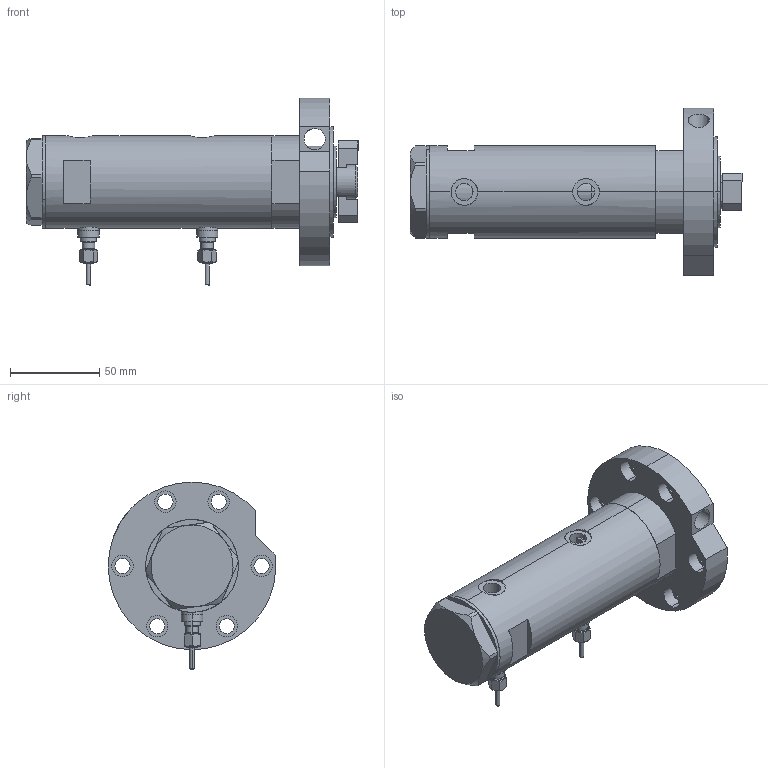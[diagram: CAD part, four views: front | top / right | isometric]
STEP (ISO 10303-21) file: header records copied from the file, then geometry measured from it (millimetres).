
FILE_DESCRIPTION (( 'STEP AP203' ), '1' );
FILE_NAME ('61e7.STEP', '2022-04-14T20:51:53', ( '' ), ( '' ), 'SwSTEP 2.0', 'SolidWorks 2019', '' );
FILE_SCHEMA (( 'CONFIG_CONTROL_DESIGN' ));
Length unit declared in the file: millimetre
Products named in the file (8): V270CG_VC ffefe9b2c91b8c549e3e0f26c4cfc5d8; V270CG_MIDDLE ffefe9b2c91b8c549e3e0f26c4cfc5d8; 61e7; V270CG_SWITCH ffefe9b2c91b8c549e3e0f26c4cfc5d8; V270CG_BACK ffefe9b2c91b8c549e3e0f26c4cfc5d8; V270CG_FRONT ffefe9b2c91b8c549e3e0f26c4cfc5d8; V270CG_RF211D ffefe9b2c91b8c549e3e0f26c4cfc5d8; V270CG_RF211E ffefe9b2c91b8c549e3e0f26c4cfc5d8
Assembly tree (9 placements, depth 2):
  61e7
    V270CG_MIDDLE ffefe9b2c91b8c549e3e0f26c4cfc5d8
    V270CG_BACK ffefe9b2c91b8c549e3e0f26c4cfc5d8
    V270CG_FRONT ffefe9b2c91b8c549e3e0f26c4cfc5d8
    V270CG_VC ffefe9b2c91b8c549e3e0f26c4cfc5d8
    V270CG_RF211D ffefe9b2c91b8c549e3e0f26c4cfc5d8  x2
    V270CG_RF211E ffefe9b2c91b8c549e3e0f26c4cfc5d8
    V270CG_SWITCH ffefe9b2c91b8c549e3e0f26c4cfc5d8  x2
Bounding box: 186.22 x 93.96 x 105.3 mm (x, y, z)
Volume: 420511.5 mm3; surface area: 106092.8 mm2
Topology: 9 solids, 9 shells, 330 faces, 747 edges, 463 vertices
Faces by surface type: plane 130, cylinder 126, cone 48, torus 24, bspline 2
Entity records: 9234 total; most frequent: CARTESIAN_POINT 2371, DIRECTION 1325, ORIENTED_EDGE 1178, EDGE_CURVE 589, AXIS2_PLACEMENT_3D 546, VERTEX_POINT 367, EDGE_LOOP 312, CIRCLE 278
